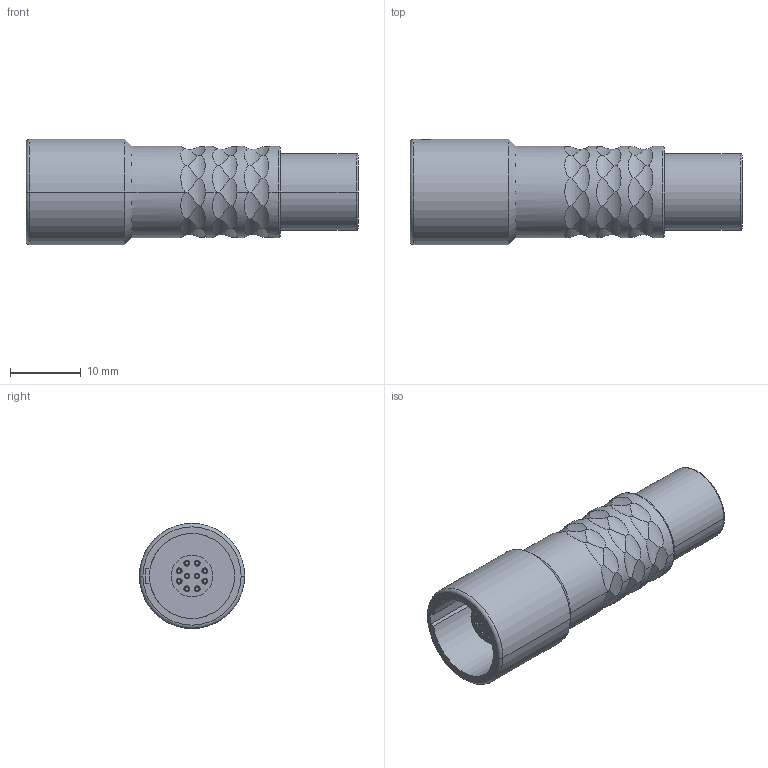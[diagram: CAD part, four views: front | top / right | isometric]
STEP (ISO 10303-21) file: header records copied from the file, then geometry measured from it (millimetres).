
FILE_DESCRIPTION((''),'2;1');
FILE_NAME('K11K0C-P10L','2013-01-22T',('rtrager'),(''),'PRO/ENGINEER BY PARAMETRIC TECHNOLOGY CORPORATION, 2010330','PRO/ENGINEER BY PARAMETRIC TECHNOLOGY CORPORATION, 2010330','');
FILE_SCHEMA(('CONFIG_CONTROL_DESIGN'));
Length unit declared in the file: millimetre
Products named in the file (1): K11K0C-P10L
Bounding box: 47 x 14.9 x 14.9 mm (x, y, z)
Volume: 4193.5 mm3; surface area: 3657.7 mm2
Topology: 1 solids, 1 shells, 260 faces, 658 edges, 426 vertices
Faces by surface type: cylinder 164, plane 49, cone 22, torus 16, bspline 9
Entity records: 9408 total; most frequent: CARTESIAN_POINT 3406, ORIENTED_EDGE 1316, DIRECTION 1142, EDGE_CURVE 658, AXIS2_PLACEMENT_3D 478, VERTEX_POINT 426, EDGE_LOOP 286, FACE_OUTER_BOUND 260
